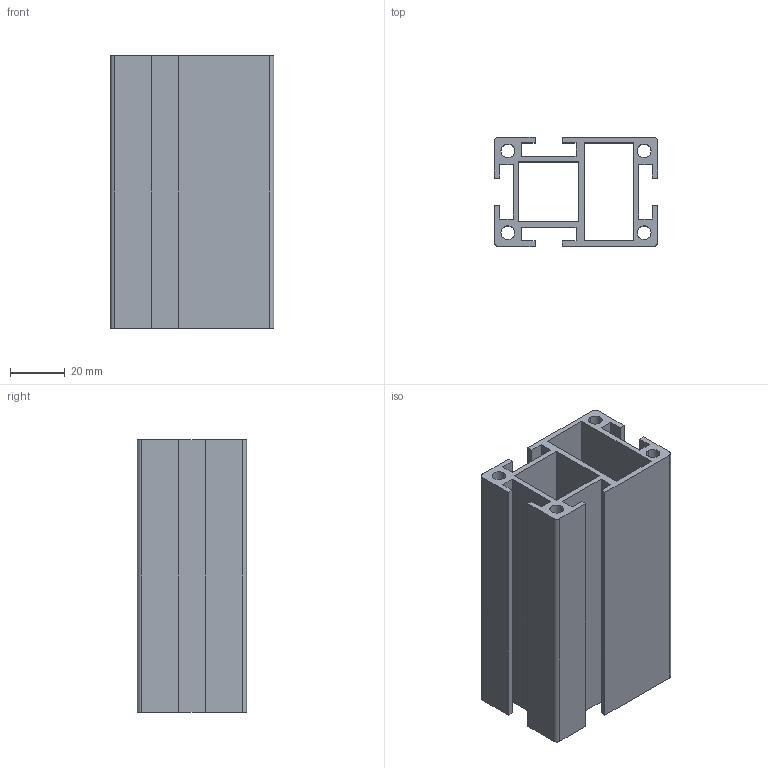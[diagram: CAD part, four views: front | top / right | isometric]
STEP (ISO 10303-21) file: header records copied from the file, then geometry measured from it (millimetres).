
FILE_DESCRIPTION(('Creo Elements/Direct Modeling STEP Export'),'2;1');
FILE_NAME('44.0030.4_Rechteckprofil-MMS-44_60x40mm.stp','2022-03-21T 8:56:07',(''),(''),'PTC Creo Elements/Direct Modeling STEP processor for AP214 (Solid Model)','PTC Creo Elements/Direct Modeling 19.0C 15-Aug-2015 (C) Parametric Technology GmbH','');
FILE_SCHEMA(('AUTOMOTIVE_DESIGN { 1 0 10303 214 1 1 1 1 }'));
Length unit declared in the file: millimetre
Products named in the file (2): Rechteckprofil-MMS-44_60x40mm_44.0030.4_PX171807
Assembly tree (1 placements, depth 2):
  Rechteckprofil-MMS-44_60x40mm_44.0030.4_PX171807
    Rechteckprofil-MMS-44_60x40mm_44.0030.4_PX171807
Bounding box: 60 x 40 x 100 mm (x, y, z)
Volume: 70726.3 mm3; surface area: 60623 mm2
Topology: 1 solids, 1 shells, 58 faces, 174 edges, 118 vertices
Faces by surface type: plane 46, cylinder 12
Entity records: 1955 total; most frequent: ORIENTED_EDGE 348, CARTESIAN_POINT 338, DIRECTION 296, EDGE_CURVE 174, VECTOR 144, LINE 144, VERTEX_POINT 118, AXIS2_PLACEMENT_3D 76
